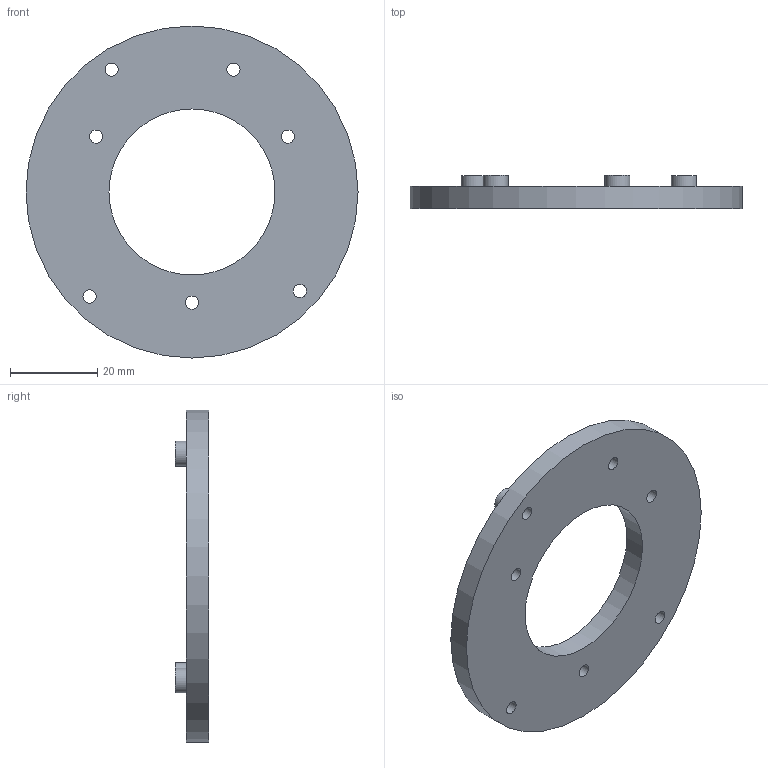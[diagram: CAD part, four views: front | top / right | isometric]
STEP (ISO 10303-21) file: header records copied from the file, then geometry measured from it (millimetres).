
FILE_DESCRIPTION(/* description */ (''),/* implementation_level */ '2;1');
FILE_NAME(/* name */ 'Arduino Mount.ipt.stp',/* time_stamp */ '2014-02-21T19:20:47-05:00',/* author */ ('Spooner'),/* organization */ (''),/* preprocessor_version */ 'ST-DEVELOPER v15.2',/* originating_system */ 'Autodesk Inventor 2014',/* authorisation */ '');
FILE_SCHEMA (('AUTOMOTIVE_DESIGN { 1 0 10303 214 3 1 1 }'));
Length unit declared in the file: inch
Products named in the file (1): Arduino Mount
Bounding box: 76.2 x 7.62 x 76.2 mm (x, y, z)
Volume: 17135.2 mm3; surface area: 9255.7 mm2
Topology: 1 solids, 1 shells, 25 faces, 48 edges, 32 vertices
Faces by surface type: cylinder 16, plane 9
Full cylindrical faces by diameter (mm): 3.048 x7, 5.715 x4, 6.096 x3, 38.1 x1, 76.2 x1
Entity records: 629 total; most frequent: DIRECTION 116, CARTESIAN_POINT 90, EDGE_LOOP 64, ORIENTED_EDGE 64, AXIS2_PLACEMENT_3D 58, FACE_BOUND 45, CIRCLE 32, VERTEX_POINT 32
